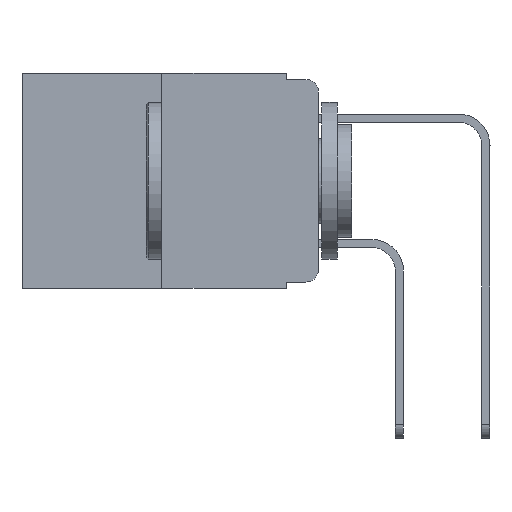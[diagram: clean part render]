
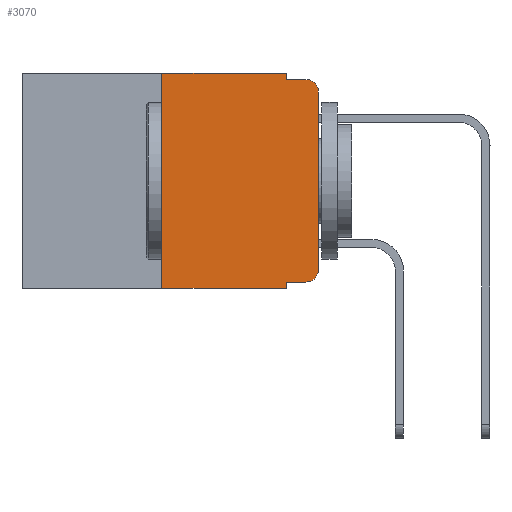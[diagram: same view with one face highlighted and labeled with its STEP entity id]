
A CAD part, left-side view. The second image highlights one B-rep face of the part: STEP entity #3070.
In plain terms, the highlighted planar face has unit normal (-1, 0, 0).
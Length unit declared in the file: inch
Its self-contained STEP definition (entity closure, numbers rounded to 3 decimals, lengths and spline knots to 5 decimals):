
#194 = VERTEX_POINT ( 'NONE', #6579 ) ;
#588 = LINE ( 'NONE', #10558, #11555 ) ;
#1603 = EDGE_LOOP ( 'NONE', ( #12785, #22227, #13339, #14158, #27252, #20781, #21042, #25645, #7121, #17990 ) ) ;
#1904 = DIRECTION ( 'NONE',  ( 1., 0., 0. ) ) ;
#1910 = CARTESIAN_POINT ( 'NONE',  ( 0., 0., 0. ) ) ;
#2118 = DIRECTION ( 'NONE',  ( 0., -1., 0. ) ) ;
#2233 = FACE_OUTER_BOUND ( 'NONE', #1603, .T. ) ;
#2761 = CARTESIAN_POINT ( 'NONE',  ( 0., 0., -0.03 ) ) ;
#2864 = VERTEX_POINT ( 'NONE', #24066 ) ;
#3070 = ADVANCED_FACE ( 'NONE', ( #2233 ), #6216, .F. ) ;
#3137 = VERTEX_POINT ( 'NONE', #17469 ) ;
#3936 = CARTESIAN_POINT ( 'NONE',  ( 0., 0.25, 0. ) ) ;
#4376 = LINE ( 'NONE', #8359, #24566 ) ;
#5476 = EDGE_CURVE ( 'NONE', #3137, #13611, #11430, .T. ) ;
#5776 = CARTESIAN_POINT ( 'NONE',  ( 0., 0.051, -0.343 ) ) ;
#6128 = CARTESIAN_POINT ( 'NONE',  ( 0., 0.051, -0.01 ) ) ;
#6216 = PLANE ( 'NONE',  #13418 ) ;
#6579 = CARTESIAN_POINT ( 'NONE',  ( 0., 0.25, -0.343 ) ) ;
#7121 = ORIENTED_EDGE ( 'NONE', *, *, #11636, .T. ) ;
#7678 = CARTESIAN_POINT ( 'NONE',  ( 0., 0.051, 0. ) ) ;
#7683 = VERTEX_POINT ( 'NONE', #7678 ) ;
#8015 = DIRECTION ( 'NONE',  ( 0., 0., -1. ) ) ;
#8060 = EDGE_CURVE ( 'NONE', #194, #2864, #12033, .T. ) ;
#8291 = VERTEX_POINT ( 'NONE', #2761 ) ;
#8359 = CARTESIAN_POINT ( 'NONE',  ( 0., 0.473, 0. ) ) ;
#8423 = DIRECTION ( 'NONE',  ( 0., 0., 1. ) ) ;
#8859 = CARTESIAN_POINT ( 'NONE',  ( 0., 0.051, -0.01 ) ) ;
#8982 = CIRCLE ( 'NONE', #20254, 0.02 ) ;
#9698 = EDGE_CURVE ( 'NONE', #2864, #7683, #4376, .T. ) ;
#10558 = CARTESIAN_POINT ( 'NONE',  ( 0., 0.051, -0.333 ) ) ;
#10611 = VECTOR ( 'NONE', #14888, 39.37008 ) ;
#11167 = VERTEX_POINT ( 'NONE', #21717 ) ;
#11430 = CIRCLE ( 'NONE', #20268, 0.02 ) ;
#11555 = VECTOR ( 'NONE', #12779, 39.37008 ) ;
#11624 = CARTESIAN_POINT ( 'NONE',  ( 0., 0.051, 0. ) ) ;
#11628 = VECTOR ( 'NONE', #19656, 39.37008 ) ;
#11636 = EDGE_CURVE ( 'NONE', #22506, #3137, #588, .T. ) ;
#12033 = LINE ( 'NONE', #3936, #15803 ) ;
#12779 = DIRECTION ( 'NONE',  ( 0., -1., 0. ) ) ;
#12785 = ORIENTED_EDGE ( 'NONE', *, *, #28157, .T. ) ;
#12916 = DIRECTION ( 'NONE',  ( -1., 0., 0. ) ) ;
#13339 = ORIENTED_EDGE ( 'NONE', *, *, #19004, .F. ) ;
#13418 = AXIS2_PLACEMENT_3D ( 'NONE', #21856, #1904, #28264 ) ;
#13525 = CARTESIAN_POINT ( 'NONE',  ( 0., 0., -0.313 ) ) ;
#13611 = VERTEX_POINT ( 'NONE', #13525 ) ;
#14043 = DIRECTION ( 'NONE',  ( -1., 0., 0. ) ) ;
#14158 = ORIENTED_EDGE ( 'NONE', *, *, #24850, .F. ) ;
#14419 = DIRECTION ( 'NONE',  ( 0., 0., -1. ) ) ;
#14512 = CARTESIAN_POINT ( 'NONE',  ( 0., 0.051, 0. ) ) ;
#14681 = VERTEX_POINT ( 'NONE', #8859 ) ;
#14727 = LINE ( 'NONE', #6128, #11628 ) ;
#14888 = DIRECTION ( 'NONE',  ( 0., 0., 1. ) ) ;
#15475 = EDGE_CURVE ( 'NONE', #194, #26899, #21788, .T. ) ;
#15803 = VECTOR ( 'NONE', #8423, 39.37008 ) ;
#15885 = DIRECTION ( 'NONE',  ( 0., 0., -1. ) ) ;
#16164 = LINE ( 'NONE', #11624, #18541 ) ;
#17374 = VECTOR ( 'NONE', #14419, 39.37008 ) ;
#17402 = CARTESIAN_POINT ( 'NONE',  ( 0., 0.473, -0.343 ) ) ;
#17469 = CARTESIAN_POINT ( 'NONE',  ( 0., 0.02, -0.333 ) ) ;
#17832 = EDGE_CURVE ( 'NONE', #8291, #11167, #8982, .T. ) ;
#17990 = ORIENTED_EDGE ( 'NONE', *, *, #5476, .T. ) ;
#18541 = VECTOR ( 'NONE', #20722, 39.37008 ) ;
#18582 = CARTESIAN_POINT ( 'NONE',  ( 0., 0.051, -0.333 ) ) ;
#19004 = EDGE_CURVE ( 'NONE', #14681, #11167, #14727, .T. ) ;
#19586 = DIRECTION ( 'NONE',  ( 0., -1., 0. ) ) ;
#19656 = DIRECTION ( 'NONE',  ( 0., -1., 0. ) ) ;
#20254 = AXIS2_PLACEMENT_3D ( 'NONE', #24944, #14043, #15885 ) ;
#20268 = AXIS2_PLACEMENT_3D ( 'NONE', #26025, #12916, #8015 ) ;
#20397 = VECTOR ( 'NONE', #2118, 39.37008 ) ;
#20722 = DIRECTION ( 'NONE',  ( 0., 0., -1. ) ) ;
#20781 = ORIENTED_EDGE ( 'NONE', *, *, #8060, .F. ) ;
#21042 = ORIENTED_EDGE ( 'NONE', *, *, #15475, .T. ) ;
#21717 = CARTESIAN_POINT ( 'NONE',  ( 0., 0.02, -0.01 ) ) ;
#21788 = LINE ( 'NONE', #17402, #20397 ) ;
#21856 = CARTESIAN_POINT ( 'NONE',  ( 0., 0.473, 0. ) ) ;
#22227 = ORIENTED_EDGE ( 'NONE', *, *, #17832, .T. ) ;
#22506 = VERTEX_POINT ( 'NONE', #18582 ) ;
#22963 = LINE ( 'NONE', #1910, #10611 ) ;
#24066 = CARTESIAN_POINT ( 'NONE',  ( 0., 0.25, 0. ) ) ;
#24566 = VECTOR ( 'NONE', #19586, 39.37008 ) ;
#24850 = EDGE_CURVE ( 'NONE', #7683, #14681, #25228, .T. ) ;
#24944 = CARTESIAN_POINT ( 'NONE',  ( 0., 0.02, -0.03 ) ) ;
#25228 = LINE ( 'NONE', #14512, #17374 ) ;
#25645 = ORIENTED_EDGE ( 'NONE', *, *, #27933, .F. ) ;
#26025 = CARTESIAN_POINT ( 'NONE',  ( 0., 0.02, -0.313 ) ) ;
#26899 = VERTEX_POINT ( 'NONE', #5776 ) ;
#27252 = ORIENTED_EDGE ( 'NONE', *, *, #9698, .F. ) ;
#27933 = EDGE_CURVE ( 'NONE', #22506, #26899, #16164, .T. ) ;
#28157 = EDGE_CURVE ( 'NONE', #13611, #8291, #22963, .T. ) ;
#28264 = DIRECTION ( 'NONE',  ( 0., 0., -1. ) ) ;
